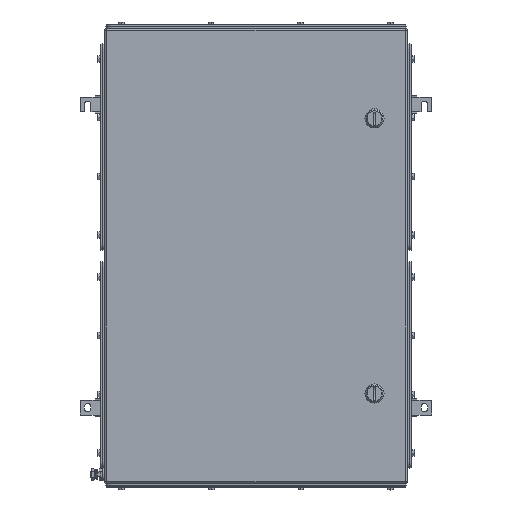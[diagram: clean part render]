
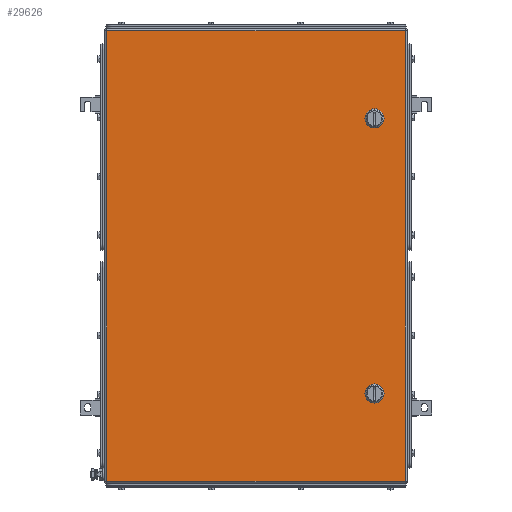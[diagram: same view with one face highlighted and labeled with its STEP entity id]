
A CAD part, top view. The second image highlights one B-rep face of the part: STEP entity #29626.
In plain terms, the highlighted planar face has unit normal (0, 0, 1).
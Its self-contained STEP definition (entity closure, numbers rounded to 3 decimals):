
#29440=AXIS2_PLACEMENT_3D('Circle Axis2P3D',#29438,#29439,$) ;
#29467=AXIS2_PLACEMENT_3D('Plane Axis2P3D',#29464,#29465,#29466) ;
#29512=AXIS2_PLACEMENT_3D('Circle Axis2P3D',#29510,#29511,$) ;
#29526=AXIS2_PLACEMENT_3D('Circle Axis2P3D',#29524,#29525,$) ;
#29540=AXIS2_PLACEMENT_3D('Circle Axis2P3D',#29538,#29539,$) ;
#29562=AXIS2_PLACEMENT_3D('Circle Axis2P3D',#29560,#29561,$) ;
#29578=AXIS2_PLACEMENT_3D('Circle Axis2P3D',#29576,#29577,$) ;
#29592=AXIS2_PLACEMENT_3D('Circle Axis2P3D',#29590,#29591,$) ;
#29606=AXIS2_PLACEMENT_3D('Circle Axis2P3D',#29604,#29605,$) ;
#29435=CARTESIAN_POINT('Vertex',(498.056,612.45,153.5)) ;
#29438=CARTESIAN_POINT('Axis2P3D Location',(493.,622.5,153.5)) ;
#29442=CARTESIAN_POINT('Vertex',(503.05,617.444,153.5)) ;
#29464=CARTESIAN_POINT('Axis2P3D Location',(294.5,392.,153.5)) ;
#29469=CARTESIAN_POINT('Line Origine',(294.5,769.5,153.5)) ;
#29473=CARTESIAN_POINT('Vertex',(545.,769.5,153.5)) ;
#29475=CARTESIAN_POINT('Vertex',(44.,769.5,153.5)) ;
#29478=CARTESIAN_POINT('Line Origine',(44.,392.,153.5)) ;
#29482=CARTESIAN_POINT('Vertex',(44.,14.5,153.5)) ;
#29485=CARTESIAN_POINT('Line Origine',(294.5,14.5,153.5)) ;
#29489=CARTESIAN_POINT('Vertex',(545.,14.5,153.5)) ;
#29492=CARTESIAN_POINT('Line Origine',(545.,392.,153.5)) ;
#29503=CARTESIAN_POINT('Line Origine',(493.,612.45,153.5)) ;
#29507=CARTESIAN_POINT('Vertex',(487.944,612.45,153.5)) ;
#29510=CARTESIAN_POINT('Axis2P3D Location',(493.,622.5,153.5)) ;
#29514=CARTESIAN_POINT('Vertex',(482.95,617.444,153.5)) ;
#29517=CARTESIAN_POINT('Line Origine',(482.95,622.5,153.5)) ;
#29521=CARTESIAN_POINT('Vertex',(482.95,627.556,153.5)) ;
#29524=CARTESIAN_POINT('Axis2P3D Location',(493.,622.5,153.5)) ;
#29528=CARTESIAN_POINT('Vertex',(487.944,632.55,153.5)) ;
#29531=CARTESIAN_POINT('Line Origine',(493.,632.55,153.5)) ;
#29535=CARTESIAN_POINT('Vertex',(498.056,632.55,153.5)) ;
#29538=CARTESIAN_POINT('Axis2P3D Location',(493.,622.5,153.5)) ;
#29542=CARTESIAN_POINT('Vertex',(503.05,627.556,153.5)) ;
#29545=CARTESIAN_POINT('Line Origine',(503.05,622.5,153.5)) ;
#29560=CARTESIAN_POINT('Axis2P3D Location',(493.,161.5,153.5)) ;
#29564=CARTESIAN_POINT('Vertex',(498.056,151.45,153.5)) ;
#29566=CARTESIAN_POINT('Vertex',(503.05,156.444,153.5)) ;
#29569=CARTESIAN_POINT('Line Origine',(493.,151.45,153.5)) ;
#29573=CARTESIAN_POINT('Vertex',(487.944,151.45,153.5)) ;
#29576=CARTESIAN_POINT('Axis2P3D Location',(493.,161.5,153.5)) ;
#29580=CARTESIAN_POINT('Vertex',(482.95,156.444,153.5)) ;
#29583=CARTESIAN_POINT('Line Origine',(482.95,161.5,153.5)) ;
#29587=CARTESIAN_POINT('Vertex',(482.95,166.556,153.5)) ;
#29590=CARTESIAN_POINT('Axis2P3D Location',(493.,161.5,153.5)) ;
#29594=CARTESIAN_POINT('Vertex',(487.944,171.55,153.5)) ;
#29597=CARTESIAN_POINT('Line Origine',(493.,171.55,153.5)) ;
#29601=CARTESIAN_POINT('Vertex',(498.056,171.55,153.5)) ;
#29604=CARTESIAN_POINT('Axis2P3D Location',(493.,161.5,153.5)) ;
#29608=CARTESIAN_POINT('Vertex',(503.05,166.556,153.5)) ;
#29611=CARTESIAN_POINT('Line Origine',(503.05,161.5,153.5)) ;
#29439=DIRECTION('Axis2P3D Direction',(0.,0.,1.)) ;
#29465=DIRECTION('Axis2P3D Direction',(0.,0.,1.)) ;
#29466=DIRECTION('Axis2P3D XDirection',(1.,0.,0.)) ;
#29470=DIRECTION('Vector Direction',(1.,0.,0.)) ;
#29479=DIRECTION('Vector Direction',(0.,-1.,0.)) ;
#29486=DIRECTION('Vector Direction',(1.,0.,0.)) ;
#29493=DIRECTION('Vector Direction',(0.,1.,0.)) ;
#29504=DIRECTION('Vector Direction',(1.,0.,0.)) ;
#29511=DIRECTION('Axis2P3D Direction',(0.,0.,1.)) ;
#29518=DIRECTION('Vector Direction',(0.,1.,0.)) ;
#29525=DIRECTION('Axis2P3D Direction',(0.,0.,1.)) ;
#29532=DIRECTION('Vector Direction',(1.,0.,0.)) ;
#29539=DIRECTION('Axis2P3D Direction',(0.,0.,1.)) ;
#29546=DIRECTION('Vector Direction',(0.,-1.,0.)) ;
#29561=DIRECTION('Axis2P3D Direction',(0.,0.,1.)) ;
#29570=DIRECTION('Vector Direction',(1.,0.,0.)) ;
#29577=DIRECTION('Axis2P3D Direction',(0.,0.,1.)) ;
#29584=DIRECTION('Vector Direction',(0.,1.,0.)) ;
#29591=DIRECTION('Axis2P3D Direction',(0.,0.,1.)) ;
#29598=DIRECTION('Vector Direction',(1.,0.,0.)) ;
#29605=DIRECTION('Axis2P3D Direction',(0.,0.,1.)) ;
#29612=DIRECTION('Vector Direction',(0.,-1.,0.)) ;
#29471=VECTOR('Line Direction',#29470,1.) ;
#29480=VECTOR('Line Direction',#29479,1.) ;
#29487=VECTOR('Line Direction',#29486,1.) ;
#29494=VECTOR('Line Direction',#29493,1.) ;
#29505=VECTOR('Line Direction',#29504,1.) ;
#29519=VECTOR('Line Direction',#29518,1.) ;
#29533=VECTOR('Line Direction',#29532,1.) ;
#29547=VECTOR('Line Direction',#29546,1.) ;
#29571=VECTOR('Line Direction',#29570,1.) ;
#29585=VECTOR('Line Direction',#29584,1.) ;
#29599=VECTOR('Line Direction',#29598,1.) ;
#29613=VECTOR('Line Direction',#29612,1.) ;
#29498=ORIENTED_EDGE('',*,*,#29477,.T.) ;
#29499=ORIENTED_EDGE('',*,*,#29484,.T.) ;
#29500=ORIENTED_EDGE('',*,*,#29491,.T.) ;
#29501=ORIENTED_EDGE('',*,*,#29496,.T.) ;
#29551=ORIENTED_EDGE('',*,*,#29509,.F.) ;
#29552=ORIENTED_EDGE('',*,*,#29516,.F.) ;
#29553=ORIENTED_EDGE('',*,*,#29523,.T.) ;
#29554=ORIENTED_EDGE('',*,*,#29530,.F.) ;
#29555=ORIENTED_EDGE('',*,*,#29537,.T.) ;
#29556=ORIENTED_EDGE('',*,*,#29544,.F.) ;
#29557=ORIENTED_EDGE('',*,*,#29549,.T.) ;
#29558=ORIENTED_EDGE('',*,*,#29444,.F.) ;
#29617=ORIENTED_EDGE('',*,*,#29568,.F.) ;
#29618=ORIENTED_EDGE('',*,*,#29575,.F.) ;
#29619=ORIENTED_EDGE('',*,*,#29582,.F.) ;
#29620=ORIENTED_EDGE('',*,*,#29589,.T.) ;
#29621=ORIENTED_EDGE('',*,*,#29596,.F.) ;
#29622=ORIENTED_EDGE('',*,*,#29603,.T.) ;
#29623=ORIENTED_EDGE('',*,*,#29610,.F.) ;
#29624=ORIENTED_EDGE('',*,*,#29615,.T.) ;
#29559=FACE_BOUND('',#29550,.T.) ;
#29625=FACE_BOUND('',#29616,.T.) ;
#29626=ADVANCED_FACE('ZUB_KTB_QL_765015_4GP_AllCATPart_AllCATPart.2\\ZUB_KTB_QL_765015_4GP_AllCATPart.2\\ZUB_DE_KTB_QL.1\\DE_KTB_MH_PART_MASTER.1\\Koerper.2',(#29502,#29559,#29625),#29468,.T.) ;
#29441=CIRCLE('generated circle',#29440,11.25) ;
#29513=CIRCLE('generated circle',#29512,11.25) ;
#29527=CIRCLE('generated circle',#29526,11.25) ;
#29541=CIRCLE('generated circle',#29540,11.25) ;
#29563=CIRCLE('generated circle',#29562,11.25) ;
#29579=CIRCLE('generated circle',#29578,11.25) ;
#29593=CIRCLE('generated circle',#29592,11.25) ;
#29607=CIRCLE('generated circle',#29606,11.25) ;
#29444=EDGE_CURVE('',#29436,#29443,#29441,.T.) ;
#29477=EDGE_CURVE('',#29474,#29476,#29472,.F.) ;
#29484=EDGE_CURVE('',#29476,#29483,#29481,.T.) ;
#29491=EDGE_CURVE('',#29483,#29490,#29488,.T.) ;
#29496=EDGE_CURVE('',#29490,#29474,#29495,.T.) ;
#29509=EDGE_CURVE('',#29508,#29436,#29506,.T.) ;
#29516=EDGE_CURVE('',#29515,#29508,#29513,.T.) ;
#29523=EDGE_CURVE('',#29515,#29522,#29520,.T.) ;
#29530=EDGE_CURVE('',#29529,#29522,#29527,.T.) ;
#29537=EDGE_CURVE('',#29529,#29536,#29534,.T.) ;
#29544=EDGE_CURVE('',#29543,#29536,#29541,.T.) ;
#29549=EDGE_CURVE('',#29543,#29443,#29548,.T.) ;
#29568=EDGE_CURVE('',#29565,#29567,#29563,.T.) ;
#29575=EDGE_CURVE('',#29574,#29565,#29572,.T.) ;
#29582=EDGE_CURVE('',#29581,#29574,#29579,.T.) ;
#29589=EDGE_CURVE('',#29581,#29588,#29586,.T.) ;
#29596=EDGE_CURVE('',#29595,#29588,#29593,.T.) ;
#29603=EDGE_CURVE('',#29595,#29602,#29600,.T.) ;
#29610=EDGE_CURVE('',#29609,#29602,#29607,.T.) ;
#29615=EDGE_CURVE('',#29609,#29567,#29614,.T.) ;
#29497=EDGE_LOOP('',(#29498,#29499,#29500,#29501)) ;
#29550=EDGE_LOOP('',(#29551,#29552,#29553,#29554,#29555,#29556,#29557,#29558)) ;
#29616=EDGE_LOOP('',(#29617,#29618,#29619,#29620,#29621,#29622,#29623,#29624)) ;
#29502=FACE_OUTER_BOUND('',#29497,.T.) ;
#29472=LINE('Line',#29469,#29471) ;
#29481=LINE('Line',#29478,#29480) ;
#29488=LINE('Line',#29485,#29487) ;
#29495=LINE('Line',#29492,#29494) ;
#29506=LINE('Line',#29503,#29505) ;
#29520=LINE('Line',#29517,#29519) ;
#29534=LINE('Line',#29531,#29533) ;
#29548=LINE('Line',#29545,#29547) ;
#29572=LINE('Line',#29569,#29571) ;
#29586=LINE('Line',#29583,#29585) ;
#29600=LINE('Line',#29597,#29599) ;
#29614=LINE('Line',#29611,#29613) ;
#29468=PLANE('',#29467) ;
#29436=VERTEX_POINT('',#29435) ;
#29443=VERTEX_POINT('',#29442) ;
#29474=VERTEX_POINT('',#29473) ;
#29476=VERTEX_POINT('',#29475) ;
#29483=VERTEX_POINT('',#29482) ;
#29490=VERTEX_POINT('',#29489) ;
#29508=VERTEX_POINT('',#29507) ;
#29515=VERTEX_POINT('',#29514) ;
#29522=VERTEX_POINT('',#29521) ;
#29529=VERTEX_POINT('',#29528) ;
#29536=VERTEX_POINT('',#29535) ;
#29543=VERTEX_POINT('',#29542) ;
#29565=VERTEX_POINT('',#29564) ;
#29567=VERTEX_POINT('',#29566) ;
#29574=VERTEX_POINT('',#29573) ;
#29581=VERTEX_POINT('',#29580) ;
#29588=VERTEX_POINT('',#29587) ;
#29595=VERTEX_POINT('',#29594) ;
#29602=VERTEX_POINT('',#29601) ;
#29609=VERTEX_POINT('',#29608) ;
